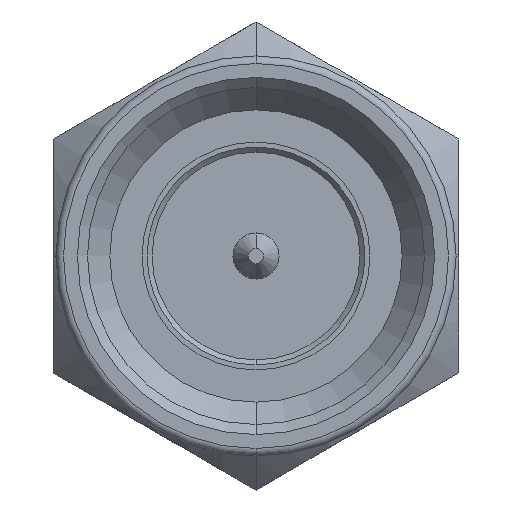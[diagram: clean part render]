
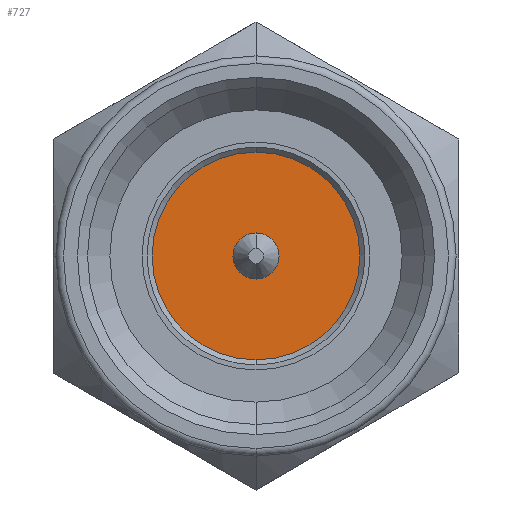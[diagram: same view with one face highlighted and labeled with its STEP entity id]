
A CAD part, left-side view. The second image highlights one B-rep face of the part: STEP entity #727.
In plain terms, the highlighted planar face has unit normal (-1, 0, 0).
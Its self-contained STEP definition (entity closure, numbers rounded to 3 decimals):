
#85 = DIRECTION ( 'NONE',  ( 1., 0., 0. ) ) ;
#94 = CARTESIAN_POINT ( 'NONE',  ( 3., 0., 0. ) ) ;
#113 = FACE_BOUND ( 'NONE', #1333, .T. ) ;
#256 = AXIS2_PLACEMENT_3D ( 'NONE', #94, #278, #1253 ) ;
#278 = DIRECTION ( 'NONE',  ( -1., 0., 0. ) ) ;
#283 = CARTESIAN_POINT ( 'NONE',  ( 3., 2.05, 0. ) ) ;
#285 = DIRECTION ( 'NONE',  ( 0., 0., 1. ) ) ;
#303 = VERTEX_POINT ( 'NONE', #650 ) ;
#344 = EDGE_CURVE ( 'NONE', #1962, #1238, #2274, .T. ) ;
#477 = DIRECTION ( 'NONE',  ( 0., 0., -1. ) ) ;
#607 = ORIENTED_EDGE ( 'NONE', *, *, #2287, .F. ) ;
#650 = CARTESIAN_POINT ( 'NONE',  ( 3., 0., 2.05 ) ) ;
#675 = CARTESIAN_POINT ( 'NONE',  ( 3., 0., 0. ) ) ;
#679 = DIRECTION ( 'NONE',  ( -1., 0., 0. ) ) ;
#684 = CARTESIAN_POINT ( 'NONE',  ( 3., 0., 0. ) ) ;
#690 = ORIENTED_EDGE ( 'NONE', *, *, #2461, .T. ) ;
#727 = ADVANCED_FACE ( 'NONE', ( #113, #2163 ), #1985, .F. ) ;
#846 = AXIS2_PLACEMENT_3D ( 'NONE', #675, #679, #2042 ) ;
#874 = CARTESIAN_POINT ( 'NONE',  ( 3., 0., 0.455 ) ) ;
#939 = CIRCLE ( 'NONE', #846, 2.05 ) ;
#980 = AXIS2_PLACEMENT_3D ( 'NONE', #283, #85, #477 ) ;
#1061 = EDGE_LOOP ( 'NONE', ( #1148, #690 ) ) ;
#1068 = AXIS2_PLACEMENT_3D ( 'NONE', #1624, #1605, #1440 ) ;
#1087 = CARTESIAN_POINT ( 'NONE',  ( 3., 0., -0.455 ) ) ;
#1148 = ORIENTED_EDGE ( 'NONE', *, *, #1722, .T. ) ;
#1168 = AXIS2_PLACEMENT_3D ( 'NONE', #684, #1678, #285 ) ;
#1238 = VERTEX_POINT ( 'NONE', #874 ) ;
#1253 = DIRECTION ( 'NONE',  ( 0., 0., 1. ) ) ;
#1259 = VERTEX_POINT ( 'NONE', #2001 ) ;
#1305 = CIRCLE ( 'NONE', #1068, 0.455 ) ;
#1333 = EDGE_LOOP ( 'NONE', ( #607, #1411 ) ) ;
#1411 = ORIENTED_EDGE ( 'NONE', *, *, #344, .F. ) ;
#1440 = DIRECTION ( 'NONE',  ( 0., 0., 1. ) ) ;
#1605 = DIRECTION ( 'NONE',  ( -1., 0., 0. ) ) ;
#1624 = CARTESIAN_POINT ( 'NONE',  ( 3., 0., 0. ) ) ;
#1678 = DIRECTION ( 'NONE',  ( -1., 0., 0. ) ) ;
#1722 = EDGE_CURVE ( 'NONE', #303, #1259, #2236, .T. ) ;
#1962 = VERTEX_POINT ( 'NONE', #1087 ) ;
#1985 = PLANE ( 'NONE',  #980 ) ;
#2001 = CARTESIAN_POINT ( 'NONE',  ( 3., 0., -2.05 ) ) ;
#2042 = DIRECTION ( 'NONE',  ( 0., 0., 1. ) ) ;
#2163 = FACE_OUTER_BOUND ( 'NONE', #1061, .T. ) ;
#2236 = CIRCLE ( 'NONE', #256, 2.05 ) ;
#2274 = CIRCLE ( 'NONE', #1168, 0.455 ) ;
#2287 = EDGE_CURVE ( 'NONE', #1238, #1962, #1305, .T. ) ;
#2461 = EDGE_CURVE ( 'NONE', #1259, #303, #939, .T. ) ;
